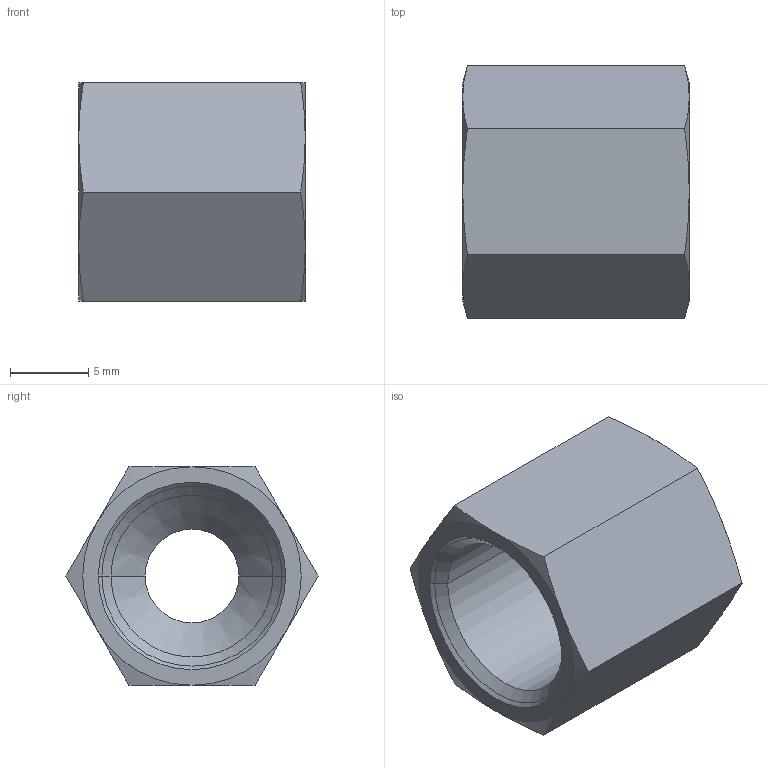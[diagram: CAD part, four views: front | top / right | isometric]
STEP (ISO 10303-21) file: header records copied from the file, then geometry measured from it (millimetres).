
FILE_DESCRIPTION((''),'2;1');
FILE_NAME('ILCM43000025','2009-07-27T',('mes'),(''),'PRO/ENGINEER BY PARAMETRIC TECHNOLOGY CORPORATION, 2007460','PRO/ENGINEER BY PARAMETRIC TECHNOLOGY CORPORATION, 2007460','');
FILE_SCHEMA(('AUTOMOTIVE_DESIGN_CC2 { 1 2 10303 214 -1 1 5 2 }'));
Length unit declared in the file: inch
Products named in the file (1): ILCM43000025
Bounding box: 14.5 x 16.17 x 14 mm (x, y, z)
Volume: 1416.1 mm3; surface area: 1741.1 mm2
Topology: 1 solids, 5 shells, 79 faces, 194 edges, 124 vertices
Faces by surface type: plane 38, cylinder 23, cone 18
Entity records: 3140 total; most frequent: CARTESIAN_POINT 522, DIRECTION 396, ORIENTED_EDGE 384, PRESENTATION_STYLE_ASSIGNMENT 196, STYLED_ITEM 196, CURVE_STYLE 194, EDGE_CURVE 194, AXIS2_PLACEMENT_3D 146
